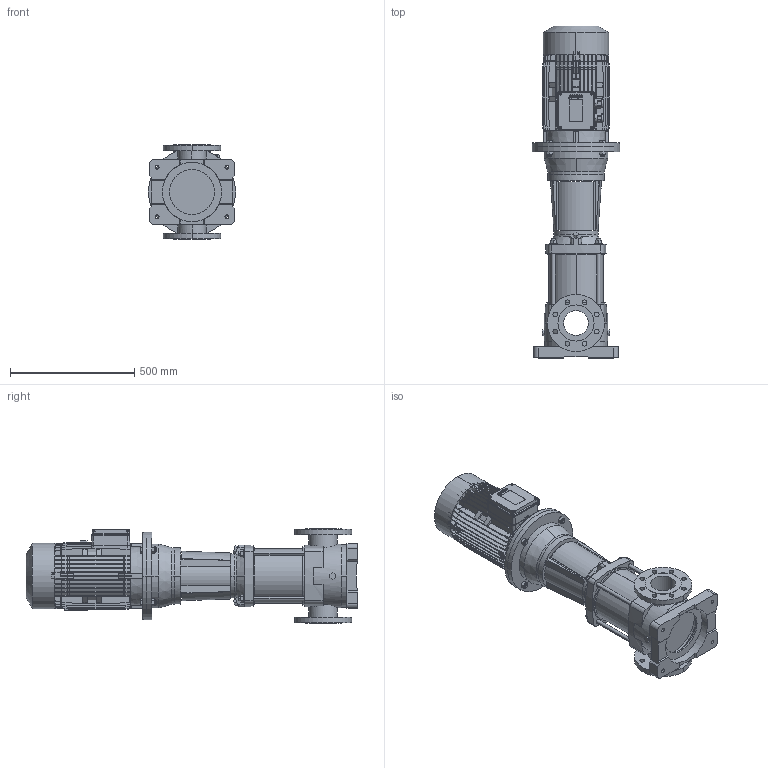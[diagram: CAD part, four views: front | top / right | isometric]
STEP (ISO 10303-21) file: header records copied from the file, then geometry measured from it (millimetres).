
FILE_DESCRIPTION (( 'STEP AP203' ), '1' );
FILE_NAME ('4.93.632.16swa01.step', '2023-04-19T06:07:10', ( '' ), ( '' ), 'SwSTEP 2.0', 'SolidWorks 2020', '' );
FILE_SCHEMA (( 'CONFIG_CONTROL_DESIGN' ));
Products named in the file (3): Copia (2) di 4_93_632_16_REV00^4.93.632.16swa01; 4.93.632.16swa01; Copia di 4_93_631_13_REV00^4.93.632.16swa01
Assembly tree (2 placements, depth 2):
  4.93.632.16swa01
    Copia di 4_93_631_13_REV00^4.93.632.16swa01
    Copia (2) di 4_93_632_16_REV00^4.93.632.16swa01
Bounding box: 350 x 1333.2 x 380 mm (x, y, z)
Volume: 39744237 mm3; surface area: 3738697.5 mm2
Topology: 45 solids, 45 shells, 3283 faces, 9019 edges, 5961 vertices
Faces by surface type: plane 1460, bspline 1077, cylinder 466, cone 272, sphere 8
Entity records: 110254 total; most frequent: CARTESIAN_POINT 32089, ORIENTED_EDGE 18022, DIRECTION 12953, EDGE_CURVE 9011, VERTEX_POINT 5961, VECTOR 5635, LINE 5635, AXIS2_PLACEMENT_3D 3659
